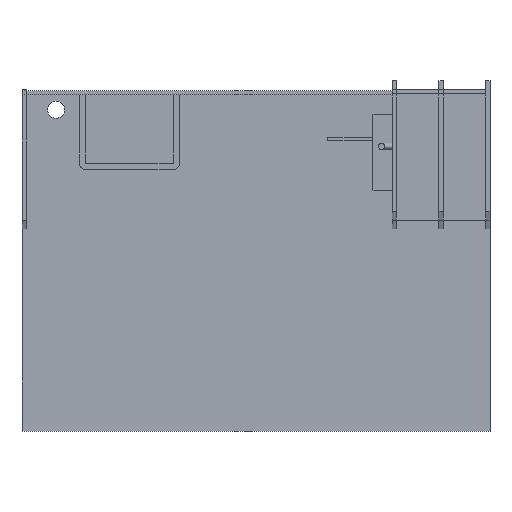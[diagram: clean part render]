
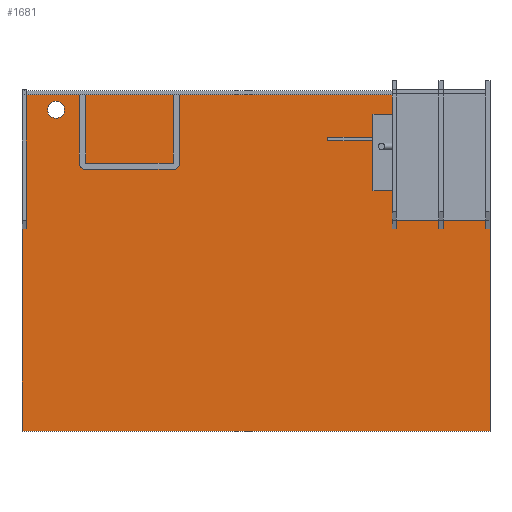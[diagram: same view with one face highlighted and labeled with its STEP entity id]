
A CAD part, top view. The second image highlights one B-rep face of the part: STEP entity #1681.
In plain terms, the highlighted planar face has unit normal (0, 0, 1).
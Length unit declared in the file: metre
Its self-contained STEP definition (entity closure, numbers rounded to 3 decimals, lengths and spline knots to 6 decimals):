
#20=CIRCLE('',#1998,0.02);
#454=ORIENTED_EDGE('',*,*,#691,.F.);
#455=ORIENTED_EDGE('',*,*,#692,.F.);
#456=ORIENTED_EDGE('',*,*,#693,.F.);
#457=ORIENTED_EDGE('',*,*,#694,.F.);
#458=ORIENTED_EDGE('',*,*,#695,.T.);
#459=ORIENTED_EDGE('',*,*,#681,.F.);
#460=ORIENTED_EDGE('',*,*,#685,.T.);
#461=ORIENTED_EDGE('',*,*,#688,.T.);
#462=ORIENTED_EDGE('',*,*,#690,.F.);
#681=EDGE_CURVE('',#835,#836,#1032,.T.);
#685=EDGE_CURVE('',#835,#838,#1036,.T.);
#688=EDGE_CURVE('',#838,#840,#1039,.T.);
#690=EDGE_CURVE('',#836,#840,#1041,.T.);
#691=EDGE_CURVE('',#841,#842,#1042,.T.);
#692=EDGE_CURVE('',#843,#841,#1043,.T.);
#693=EDGE_CURVE('',#844,#843,#1044,.T.);
#694=EDGE_CURVE('',#842,#844,#1045,.T.);
#695=EDGE_CURVE('',#845,#845,#20,.T.);
#835=VERTEX_POINT('',#2910);
#836=VERTEX_POINT('',#2912);
#838=VERTEX_POINT('',#2918);
#840=VERTEX_POINT('',#2924);
#841=VERTEX_POINT('',#2931);
#842=VERTEX_POINT('',#2932);
#843=VERTEX_POINT('',#2934);
#844=VERTEX_POINT('',#2936);
#845=VERTEX_POINT('',#2939);
#1032=LINE('',#2911,#1235);
#1036=LINE('',#2919,#1239);
#1039=LINE('',#2925,#1242);
#1041=LINE('',#2928,#1244);
#1042=LINE('',#2930,#1245);
#1043=LINE('',#2933,#1246);
#1044=LINE('',#2935,#1247);
#1045=LINE('',#2937,#1248);
#1235=VECTOR('',#2430,1.);
#1239=VECTOR('',#2436,1.);
#1242=VECTOR('',#2441,1.);
#1244=VECTOR('',#2445,1.);
#1245=VECTOR('',#2448,1.);
#1246=VECTOR('',#2449,1.);
#1247=VECTOR('',#2450,1.);
#1248=VECTOR('',#2451,1.);
#1358=EDGE_LOOP('',(#454,#455,#456,#457));
#1359=EDGE_LOOP('',(#458));
#1360=EDGE_LOOP('',(#459,#460,#461,#462));
#1471=FACE_BOUND('',#1358,.T.);
#1472=FACE_BOUND('',#1359,.T.);
#1473=FACE_BOUND('',#1360,.T.);
#1576=PLANE('',#1997);
#1681=ADVANCED_FACE('',(#1471,#1472,#1473),#1576,.T.);
#1997=AXIS2_PLACEMENT_3D('',#2929,#2446,#2447);
#1998=AXIS2_PLACEMENT_3D('',#2938,#2452,#2453);
#2430=DIRECTION('',(0.,-1.,0.));
#2436=DIRECTION('',(-1.,0.,0.));
#2441=DIRECTION('',(0.,-1.,0.));
#2445=DIRECTION('',(-1.,0.,0.));
#2446=DIRECTION('',(0.,0.,1.));
#2447=DIRECTION('',(1.,0.,0.));
#2448=DIRECTION('',(0.,1.,0.));
#2449=DIRECTION('',(1.,0.,0.));
#2450=DIRECTION('',(0.,-1.,0.));
#2451=DIRECTION('',(-1.,0.,0.));
#2452=DIRECTION('',(0.,0.,-1.));
#2453=DIRECTION('',(-1.,0.,0.));
#2910=CARTESIAN_POINT('',(0.55,0.4,0.01));
#2911=CARTESIAN_POINT('',(0.55,0.,0.01));
#2912=CARTESIAN_POINT('',(0.55,-0.4,0.01));
#2918=CARTESIAN_POINT('',(-0.55,0.4,0.01));
#2919=CARTESIAN_POINT('',(0.,0.4,0.01));
#2924=CARTESIAN_POINT('',(-0.55,-0.4,0.01));
#2925=CARTESIAN_POINT('',(-0.55,0.,0.01));
#2928=CARTESIAN_POINT('',(0.,-0.4,0.01));
#2929=CARTESIAN_POINT('',(0.,0.,0.01));
#2930=CARTESIAN_POINT('',(0.318752,0.28625,0.01));
#2931=CARTESIAN_POINT('',(0.318752,0.2825,0.01));
#2932=CARTESIAN_POINT('',(0.318752,0.29,0.01));
#2933=CARTESIAN_POINT('',(0.243752,0.2825,0.01));
#2934=CARTESIAN_POINT('',(0.168752,0.2825,0.01));
#2935=CARTESIAN_POINT('',(0.168752,0.28625,0.01));
#2936=CARTESIAN_POINT('',(0.168752,0.29,0.01));
#2937=CARTESIAN_POINT('',(0.243752,0.29,0.01));
#2938=CARTESIAN_POINT('',(-0.47,0.355199,0.01));
#2939=CARTESIAN_POINT('',(-0.49,0.355199,0.01));
